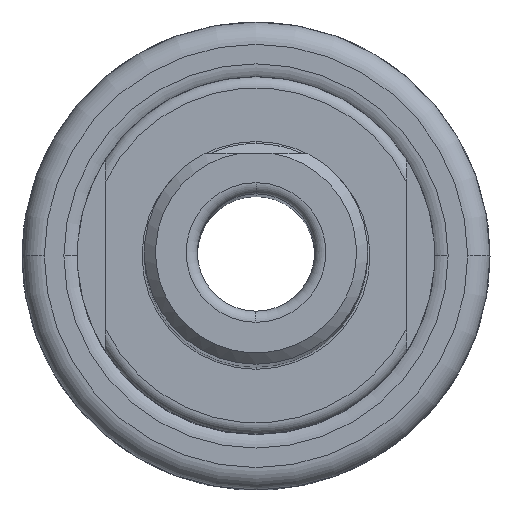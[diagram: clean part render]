
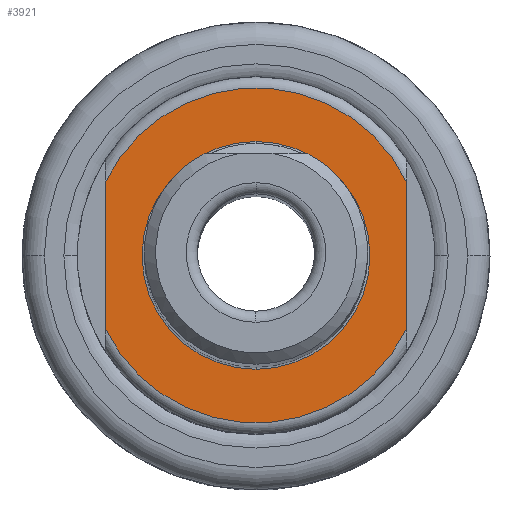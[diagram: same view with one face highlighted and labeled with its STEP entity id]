
A CAD part, top view. The second image highlights one B-rep face of the part: STEP entity #3921.
In plain terms, the highlighted planar face has unit normal (0, 0, 1).
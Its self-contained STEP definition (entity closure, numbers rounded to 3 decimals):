
#258=CARTESIAN_POINT('',(0,0,-78.5));
#259=DIRECTION('',(0,0,-1));
#260=DIRECTION('',(0,1,0));
#261=AXIS2_PLACEMENT_3D('',#258,#259,#260);
#273=CARTESIAN_POINT('',(0,0,-78.5));
#274=DIRECTION('',(0,0,1));
#275=DIRECTION('',(0,1,0));
#276=AXIS2_PLACEMENT_3D('',#273,#274,#275);
#278=DIRECTION('',(0,-1,0));
#279=VECTOR('',#278,13.077);
#280=CARTESIAN_POINT('',(-13.5,6.538,-78.5));
#281=LINE('',#280,#279);
#282=DIRECTION('',(0,-1,0));
#283=VECTOR('',#282,13.077);
#284=CARTESIAN_POINT('',(13.5,6.538,-78.5));
#285=LINE('',#284,#283);
#365=CARTESIAN_POINT('',(0,0,-78.5));
#366=DIRECTION('',(0,0,1));
#367=DIRECTION('',(-0.9,-0.436,0));
#368=AXIS2_PLACEMENT_3D('',#365,#366,#367);
#412=CARTESIAN_POINT('',(0,0,-78.5));
#413=DIRECTION('',(0,0,1));
#414=DIRECTION('',(0.9,0.436,0));
#415=AXIS2_PLACEMENT_3D('',#412,#413,#414);
#3102=CARTESIAN_POINT('',(0,10.2,-78.5));
#3104=VERTEX_POINT('',#3102);
#3112=CARTESIAN_POINT('',(0,-10.2,-78.5));
#3114=VERTEX_POINT('',#3112);
#3129=CARTESIAN_POINT('',(-13.5,6.538,-78.5));
#3130=CARTESIAN_POINT('',(-13.5,-6.538,-78.5));
#3131=VERTEX_POINT('',#3129);
#3132=VERTEX_POINT('',#3130);
#3133=CARTESIAN_POINT('',(13.5,6.538,-78.5));
#3134=CARTESIAN_POINT('',(13.5,-6.538,-78.5));
#3135=VERTEX_POINT('',#3133);
#3136=VERTEX_POINT('',#3134);
#3902=CARTESIAN_POINT('',(0,0,-78.5));
#3903=DIRECTION('',(0,0,-1));
#3904=DIRECTION('',(0,-1,0));
#3905=AXIS2_PLACEMENT_3D('',#3902,#3903,#3904);
#3906=PLANE('',#3905);
#3908=ORIENTED_EDGE('',*,*,#3907,.F.);
#3910=ORIENTED_EDGE('',*,*,#3909,.F.);
#3912=ORIENTED_EDGE('',*,*,#3911,.T.);
#3914=ORIENTED_EDGE('',*,*,#3913,.F.);
#3915=EDGE_LOOP('',(#3908,#3910,#3912,#3914));
#3916=FACE_OUTER_BOUND('',#3915,.F.);
#3917=ORIENTED_EDGE('',*,*,#3881,.F.);
#3918=ORIENTED_EDGE('',*,*,#3897,.T.);
#3919=EDGE_LOOP('',(#3917,#3918));
#3920=FACE_BOUND('',#3919,.F.);
#3921=ADVANCED_FACE('',(#3916,#3920),#3906,.F.);
#262=CIRCLE('',#261,10.2);
#277=CIRCLE('',#276,10.2);
#369=CIRCLE('',#368,15);
#416=CIRCLE('',#415,15);
#3881=EDGE_CURVE('',#3104,#3114,#262,.T.);
#3897=EDGE_CURVE('',#3104,#3114,#277,.T.);
#3907=EDGE_CURVE('',#3131,#3132,#281,.T.);
#3909=EDGE_CURVE('',#3135,#3131,#416,.T.);
#3911=EDGE_CURVE('',#3135,#3136,#285,.T.);
#3913=EDGE_CURVE('',#3132,#3136,#369,.T.);
